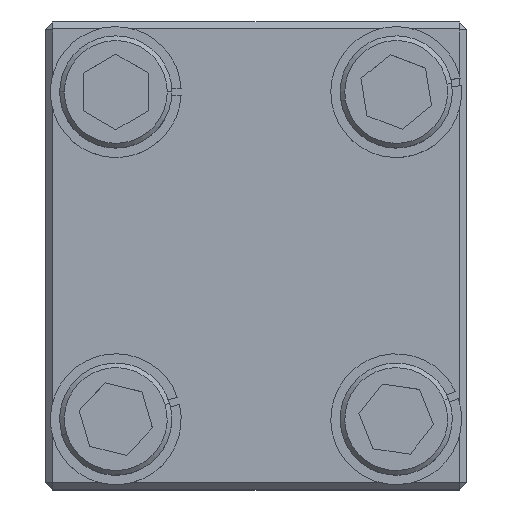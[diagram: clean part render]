
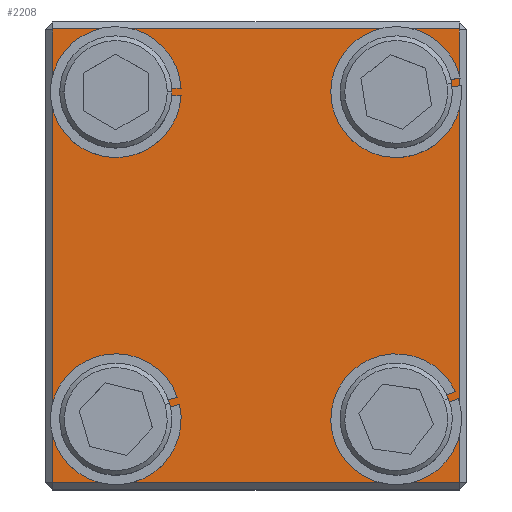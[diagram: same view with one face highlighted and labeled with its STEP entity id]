
A CAD part, top view. The second image highlights one B-rep face of the part: STEP entity #2208.
In plain terms, the highlighted planar face has unit normal (0, 0, 1).
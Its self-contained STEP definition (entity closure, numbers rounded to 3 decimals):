
#11 = DIRECTION ( 'NONE',  ( 0., 0., 1. ) ) ;
#36 = CARTESIAN_POINT ( 'NONE',  ( -30., -35., 40. ) ) ;
#88 = CARTESIAN_POINT ( 'NONE',  ( -21., 35., 40. ) ) ;
#164 = CARTESIAN_POINT ( 'NONE',  ( -43.5, 0., 40. ) ) ;
#186 = DIRECTION ( 'NONE',  ( 1., 0., 0. ) ) ;
#220 = CIRCLE ( 'NONE', #2446, 9. ) ;
#238 = CARTESIAN_POINT ( 'NONE',  ( 43.5, 0., 40. ) ) ;
#242 = AXIS2_PLACEMENT_3D ( 'NONE', #36, #266, #3601 ) ;
#247 = VERTEX_POINT ( 'NONE', #1880 ) ;
#266 = DIRECTION ( 'NONE',  ( 0., 0., 1. ) ) ;
#296 = CARTESIAN_POINT ( 'NONE',  ( 30., -35., 40. ) ) ;
#302 = CARTESIAN_POINT ( 'NONE',  ( -21., -35., 40. ) ) ;
#326 = AXIS2_PLACEMENT_3D ( 'NONE', #2457, #2801, #3741 ) ;
#342 = ORIENTED_EDGE ( 'NONE', *, *, #1489, .F. ) ;
#345 = EDGE_CURVE ( 'NONE', #717, #1027, #890, .T. ) ;
#378 = DIRECTION ( 'NONE',  ( 1., 0., 0. ) ) ;
#434 = CARTESIAN_POINT ( 'NONE',  ( 0., 48.5, 40. ) ) ;
#438 = DIRECTION ( 'NONE',  ( -1., 0., 0. ) ) ;
#471 = AXIS2_PLACEMENT_3D ( 'NONE', #3800, #1345, #378 ) ;
#495 = DIRECTION ( 'NONE',  ( 0., 0., 1. ) ) ;
#512 = CARTESIAN_POINT ( 'NONE',  ( 39., 35., 40. ) ) ;
#527 = ORIENTED_EDGE ( 'NONE', *, *, #2154, .T. ) ;
#540 = ORIENTED_EDGE ( 'NONE', *, *, #2583, .T. ) ;
#594 = ORIENTED_EDGE ( 'NONE', *, *, #3598, .F. ) ;
#642 = CIRCLE ( 'NONE', #2830, 9. ) ;
#679 = LINE ( 'NONE', #434, #722 ) ;
#717 = VERTEX_POINT ( 'NONE', #1937 ) ;
#722 = VECTOR ( 'NONE', #2255, 1000. ) ;
#788 = DIRECTION ( 'NONE',  ( 0., 0., 1. ) ) ;
#792 = DIRECTION ( 'NONE',  ( 0., 0., 1. ) ) ;
#847 = EDGE_CURVE ( 'NONE', #2883, #3415, #3961, .T. ) ;
#890 = LINE ( 'NONE', #238, #1028 ) ;
#1019 = ORIENTED_EDGE ( 'NONE', *, *, #1671, .F. ) ;
#1027 = VERTEX_POINT ( 'NONE', #1800 ) ;
#1028 = VECTOR ( 'NONE', #2699, 1000. ) ;
#1061 = CARTESIAN_POINT ( 'NONE',  ( 0., 0., 40. ) ) ;
#1149 = DIRECTION ( 'NONE',  ( 1., 0., 0. ) ) ;
#1195 = VERTEX_POINT ( 'NONE', #302 ) ;
#1213 = CIRCLE ( 'NONE', #2820, 9. ) ;
#1219 = FACE_BOUND ( 'NONE', #3424, .T. ) ;
#1336 = EDGE_LOOP ( 'NONE', ( #1687, #1019 ) ) ;
#1345 = DIRECTION ( 'NONE',  ( 0., 0., 1. ) ) ;
#1360 = FACE_BOUND ( 'NONE', #1336, .T. ) ;
#1366 = LINE ( 'NONE', #1722, #1508 ) ;
#1380 = PLANE ( 'NONE',  #1734 ) ;
#1395 = CARTESIAN_POINT ( 'NONE',  ( 30., -35., 40. ) ) ;
#1402 = EDGE_LOOP ( 'NONE', ( #2690, #3884 ) ) ;
#1413 = DIRECTION ( 'NONE',  ( 0., -1., 0. ) ) ;
#1430 = ORIENTED_EDGE ( 'NONE', *, *, #2717, .T. ) ;
#1445 = CARTESIAN_POINT ( 'NONE',  ( -30., -35., 40. ) ) ;
#1489 = EDGE_CURVE ( 'NONE', #2834, #2510, #642, .T. ) ;
#1500 = CARTESIAN_POINT ( 'NONE',  ( -43.5, -48.5, 40. ) ) ;
#1508 = VECTOR ( 'NONE', #2004, 1000. ) ;
#1671 = EDGE_CURVE ( 'NONE', #1195, #1679, #3046, .T. ) ;
#1679 = VERTEX_POINT ( 'NONE', #1735 ) ;
#1687 = ORIENTED_EDGE ( 'NONE', *, *, #3832, .F. ) ;
#1699 = DIRECTION ( 'NONE',  ( 0., 0., 1. ) ) ;
#1707 = CIRCLE ( 'NONE', #471, 9. ) ;
#1722 = CARTESIAN_POINT ( 'NONE',  ( 0., -48.5, 40. ) ) ;
#1734 = AXIS2_PLACEMENT_3D ( 'NONE', #1061, #2041, #438 ) ;
#1735 = CARTESIAN_POINT ( 'NONE',  ( -39., -35., 40. ) ) ;
#1784 = CARTESIAN_POINT ( 'NONE',  ( -39., 35., 40. ) ) ;
#1788 = VERTEX_POINT ( 'NONE', #1500 ) ;
#1800 = CARTESIAN_POINT ( 'NONE',  ( 43.5, 48.5, 40. ) ) ;
#1852 = ORIENTED_EDGE ( 'NONE', *, *, #847, .F. ) ;
#1880 = CARTESIAN_POINT ( 'NONE',  ( 21., 35., 40. ) ) ;
#1937 = CARTESIAN_POINT ( 'NONE',  ( 43.5, -48.5, 40. ) ) ;
#2004 = DIRECTION ( 'NONE',  ( 1., 0., 0. ) ) ;
#2027 = FACE_BOUND ( 'NONE', #1402, .T. ) ;
#2041 = DIRECTION ( 'NONE',  ( 0., 0., -1. ) ) ;
#2127 = VECTOR ( 'NONE', #1413, 1000. ) ;
#2148 = DIRECTION ( 'NONE',  ( 1., 0., 0. ) ) ;
#2154 = EDGE_CURVE ( 'NONE', #1788, #717, #1366, .T. ) ;
#2161 = ORIENTED_EDGE ( 'NONE', *, *, #2742, .F. ) ;
#2208 = ADVANCED_FACE ( 'NONE', ( #2472, #1219, #2027, #1360, #2265 ), #1380, .F. ) ;
#2255 = DIRECTION ( 'NONE',  ( -1., 0., 0. ) ) ;
#2265 = FACE_BOUND ( 'NONE', #2409, .T. ) ;
#2328 = VERTEX_POINT ( 'NONE', #512 ) ;
#2409 = EDGE_LOOP ( 'NONE', ( #594, #1852 ) ) ;
#2446 = AXIS2_PLACEMENT_3D ( 'NONE', #296, #11, #2148 ) ;
#2457 = CARTESIAN_POINT ( 'NONE',  ( 30., 35., 40. ) ) ;
#2472 = FACE_OUTER_BOUND ( 'NONE', #3177, .T. ) ;
#2510 = VERTEX_POINT ( 'NONE', #88 ) ;
#2583 = EDGE_CURVE ( 'NONE', #1027, #3922, #679, .T. ) ;
#2683 = AXIS2_PLACEMENT_3D ( 'NONE', #1445, #495, #1149 ) ;
#2690 = ORIENTED_EDGE ( 'NONE', *, *, #3056, .F. ) ;
#2699 = DIRECTION ( 'NONE',  ( 0., 1., 0. ) ) ;
#2717 = EDGE_CURVE ( 'NONE', #3922, #1788, #3903, .T. ) ;
#2742 = EDGE_CURVE ( 'NONE', #2510, #2834, #1213, .T. ) ;
#2801 = DIRECTION ( 'NONE',  ( 0., 0., 1. ) ) ;
#2820 = AXIS2_PLACEMENT_3D ( 'NONE', #2996, #792, #3585 ) ;
#2826 = CIRCLE ( 'NONE', #242, 9. ) ;
#2830 = AXIS2_PLACEMENT_3D ( 'NONE', #3548, #1699, #3535 ) ;
#2834 = VERTEX_POINT ( 'NONE', #1784 ) ;
#2883 = VERTEX_POINT ( 'NONE', #3948 ) ;
#2996 = CARTESIAN_POINT ( 'NONE',  ( -30., 35., 40. ) ) ;
#3036 = CARTESIAN_POINT ( 'NONE',  ( -43.5, 48.5, 40. ) ) ;
#3046 = CIRCLE ( 'NONE', #2683, 9. ) ;
#3056 = EDGE_CURVE ( 'NONE', #247, #2328, #3530, .T. ) ;
#3177 = EDGE_LOOP ( 'NONE', ( #3538, #540, #1430, #527 ) ) ;
#3249 = EDGE_CURVE ( 'NONE', #2328, #247, #1707, .T. ) ;
#3415 = VERTEX_POINT ( 'NONE', #3815 ) ;
#3424 = EDGE_LOOP ( 'NONE', ( #342, #2161 ) ) ;
#3530 = CIRCLE ( 'NONE', #326, 9. ) ;
#3535 = DIRECTION ( 'NONE',  ( 1., 0., 0. ) ) ;
#3538 = ORIENTED_EDGE ( 'NONE', *, *, #345, .T. ) ;
#3548 = CARTESIAN_POINT ( 'NONE',  ( -30., 35., 40. ) ) ;
#3585 = DIRECTION ( 'NONE',  ( 1., 0., 0. ) ) ;
#3598 = EDGE_CURVE ( 'NONE', #3415, #2883, #220, .T. ) ;
#3601 = DIRECTION ( 'NONE',  ( 1., 0., 0. ) ) ;
#3741 = DIRECTION ( 'NONE',  ( 1., 0., 0. ) ) ;
#3800 = CARTESIAN_POINT ( 'NONE',  ( 30., 35., 40. ) ) ;
#3815 = CARTESIAN_POINT ( 'NONE',  ( 21., -35., 40. ) ) ;
#3832 = EDGE_CURVE ( 'NONE', #1679, #1195, #2826, .T. ) ;
#3884 = ORIENTED_EDGE ( 'NONE', *, *, #3249, .F. ) ;
#3903 = LINE ( 'NONE', #164, #2127 ) ;
#3922 = VERTEX_POINT ( 'NONE', #3036 ) ;
#3927 = AXIS2_PLACEMENT_3D ( 'NONE', #1395, #788, #186 ) ;
#3948 = CARTESIAN_POINT ( 'NONE',  ( 39., -35., 40. ) ) ;
#3961 = CIRCLE ( 'NONE', #3927, 9. ) ;
